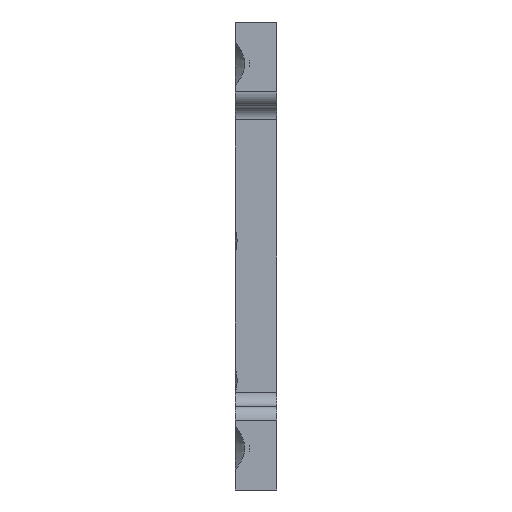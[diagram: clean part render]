
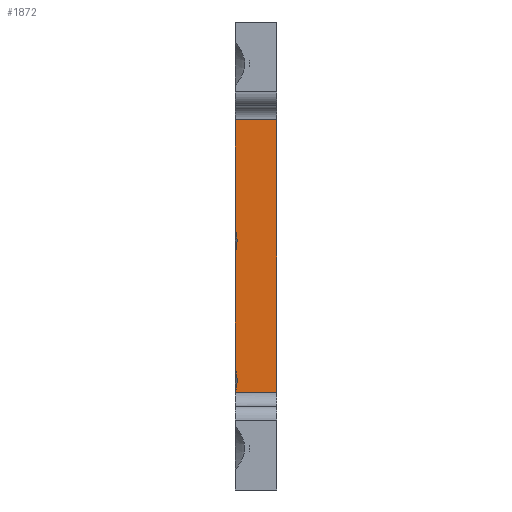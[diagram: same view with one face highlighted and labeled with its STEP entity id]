
A CAD part, left-side view. The second image highlights one B-rep face of the part: STEP entity #1872.
In plain terms, the highlighted planar face has unit normal (-1, 0, 0).
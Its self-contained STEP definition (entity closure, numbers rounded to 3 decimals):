
#6 = VERTEX_POINT ( 'NONE', #969 ) ;
#11 = CARTESIAN_POINT ( 'NONE',  ( -35., 1.363, 1.392 ) ) ;
#167 = VERTEX_POINT ( 'NONE', #2119 ) ;
#207 = CARTESIAN_POINT ( 'NONE',  ( -35., 1.5, 0.109 ) ) ;
#255 = DIRECTION ( 'NONE',  ( 0., 0., -1. ) ) ;
#283 = LINE ( 'NONE', #814, #1139 ) ;
#403 = EDGE_CURVE ( 'NONE', #167, #685, #800, .T. ) ;
#412 = B_SPLINE_CURVE_WITH_KNOTS ( 'NONE', 3,
 ( #831, #2224, #840, #1726, #1539, #1028 ),
 .UNSPECIFIED., .F., .F.,
 ( 4, 2, 4 ),
 ( 0.008, 0.009, 0.01 ),
 .UNSPECIFIED. ) ;
#510 = DIRECTION ( 'NONE',  ( 1., 0., 0. ) ) ;
#536 = CARTESIAN_POINT ( 'NONE',  ( -35., 1.5, 2.03 ) ) ;
#544 = CARTESIAN_POINT ( 'NONE',  ( -35., -1.5, -10.75 ) ) ;
#577 = CARTESIAN_POINT ( 'NONE',  ( -35., 1.5, -10.75 ) ) ;
#685 = VERTEX_POINT ( 'NONE', #1251 ) ;
#705 = ORIENTED_EDGE ( 'NONE', *, *, #1425, .F. ) ;
#713 = CARTESIAN_POINT ( 'NONE',  ( -35., 1.414, 1.714 ) ) ;
#728 = VECTOR ( 'NONE', #255, 1000. ) ;
#758 = EDGE_CURVE ( 'NONE', #1120, #1701, #283, .T. ) ;
#779 = CARTESIAN_POINT ( 'NONE',  ( -35., 1.46, -9.75 ) ) ;
#800 = LINE ( 'NONE', #2178, #728 ) ;
#801 = LINE ( 'NONE', #1283, #1405 ) ;
#814 = CARTESIAN_POINT ( 'NONE',  ( -35., -1.5, -9.75 ) ) ;
#831 = CARTESIAN_POINT ( 'NONE',  ( -35., 1.46, -9.75 ) ) ;
#833 = CARTESIAN_POINT ( 'NONE',  ( -35., -1.5, 9.75 ) ) ;
#840 = CARTESIAN_POINT ( 'NONE',  ( -35., 1.344, -9.161 ) ) ;
#904 = DIRECTION ( 'NONE',  ( 0., 0., -1. ) ) ;
#905 = ORIENTED_EDGE ( 'NONE', *, *, #1837, .F. ) ;
#969 = CARTESIAN_POINT ( 'NONE',  ( -35., 1.5, 9.75 ) ) ;
#980 = EDGE_CURVE ( 'NONE', #6, #1269, #1401, .T. ) ;
#1028 = CARTESIAN_POINT ( 'NONE',  ( -35., 1.5, -7.97 ) ) ;
#1057 = PLANE ( 'NONE',  #1370 ) ;
#1071 = CARTESIAN_POINT ( 'NONE',  ( -35., 1.35, 1.231 ) ) ;
#1120 = VERTEX_POINT ( 'NONE', #779 ) ;
#1139 = VECTOR ( 'NONE', #1789, 1000. ) ;
#1194 = VERTEX_POINT ( 'NONE', #833 ) ;
#1215 = CARTESIAN_POINT ( 'NONE',  ( -35., 1.453, 0.263 ) ) ;
#1226 = ORIENTED_EDGE ( 'NONE', *, *, #980, .T. ) ;
#1251 = CARTESIAN_POINT ( 'NONE',  ( -35., 1.5, -7.97 ) ) ;
#1269 = VERTEX_POINT ( 'NONE', #2091 ) ;
#1283 = CARTESIAN_POINT ( 'NONE',  ( -35., 1.5, 9.75 ) ) ;
#1353 = ORIENTED_EDGE ( 'NONE', *, *, #1541, .T. ) ;
#1370 = AXIS2_PLACEMENT_3D ( 'NONE', #544, #510, #1582 ) ;
#1393 = ORIENTED_EDGE ( 'NONE', *, *, #758, .T. ) ;
#1401 = LINE ( 'NONE', #577, #1850 ) ;
#1405 = VECTOR ( 'NONE', #1995, 1000. ) ;
#1412 = CARTESIAN_POINT ( 'NONE',  ( -35., 1.363, 0.744 ) ) ;
#1425 = EDGE_CURVE ( 'NONE', #167, #1269, #1869, .T. ) ;
#1517 = CARTESIAN_POINT ( 'NONE',  ( -35., -1.5, -9.75 ) ) ;
#1539 = CARTESIAN_POINT ( 'NONE',  ( -35., 1.412, -8.258 ) ) ;
#1541 = EDGE_CURVE ( 'NONE', #1194, #6, #801, .T. ) ;
#1573 = FACE_OUTER_BOUND ( 'NONE', #1604, .T. ) ;
#1582 = DIRECTION ( 'NONE',  ( 0., 0., -1. ) ) ;
#1604 = EDGE_LOOP ( 'NONE', ( #905, #1353, #1226, #705, #2279, #2058, #1393 ) ) ;
#1701 = VERTEX_POINT ( 'NONE', #1517 ) ;
#1703 = EDGE_CURVE ( 'NONE', #1120, #685, #412, .T. ) ;
#1726 = CARTESIAN_POINT ( 'NONE',  ( -35., 1.358, -8.555 ) ) ;
#1771 = CARTESIAN_POINT ( 'NONE',  ( -35., 1.35, 0.907 ) ) ;
#1789 = DIRECTION ( 'NONE',  ( 0., -1., 0. ) ) ;
#1837 = EDGE_CURVE ( 'NONE', #1194, #1701, #1924, .T. ) ;
#1850 = VECTOR ( 'NONE', #2159, 1000. ) ;
#1869 = B_SPLINE_CURVE_WITH_KNOTS ( 'NONE', 3,
 ( #207, #1215, #1936, #1412, #1771, #1071, #11, #713, #2120, #536 ),
 .UNSPECIFIED., .F., .F.,
 ( 4, 2, 2, 2, 4 ),
 ( 0.01, 0.011, 0.011, 0.012, 0.012 ),
 .UNSPECIFIED. ) ;
#1872 = ADVANCED_FACE ( 'NONE', ( #1573 ), #1057, .F. ) ;
#1924 = LINE ( 'NONE', #2098, #2079 ) ;
#1936 = CARTESIAN_POINT ( 'NONE',  ( -35., 1.415, 0.421 ) ) ;
#1995 = DIRECTION ( 'NONE',  ( 0., 1., 0. ) ) ;
#2058 = ORIENTED_EDGE ( 'NONE', *, *, #1703, .F. ) ;
#2079 = VECTOR ( 'NONE', #904, 1000. ) ;
#2091 = CARTESIAN_POINT ( 'NONE',  ( -35., 1.5, 2.03 ) ) ;
#2098 = CARTESIAN_POINT ( 'NONE',  ( -35., -1.5, -10.75 ) ) ;
#2119 = CARTESIAN_POINT ( 'NONE',  ( -35., 1.5, 0.109 ) ) ;
#2120 = CARTESIAN_POINT ( 'NONE',  ( -35., 1.453, 1.874 ) ) ;
#2159 = DIRECTION ( 'NONE',  ( 0., 0., -1. ) ) ;
#2178 = CARTESIAN_POINT ( 'NONE',  ( -35., 1.5, -10.75 ) ) ;
#2224 = CARTESIAN_POINT ( 'NONE',  ( -35., 1.383, -9.458 ) ) ;
#2279 = ORIENTED_EDGE ( 'NONE', *, *, #403, .T. ) ;
